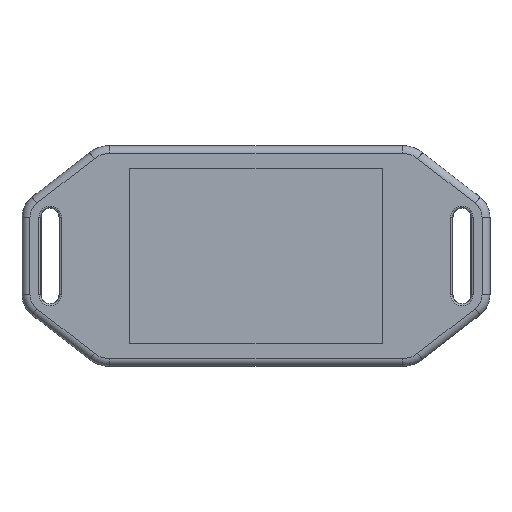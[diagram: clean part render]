
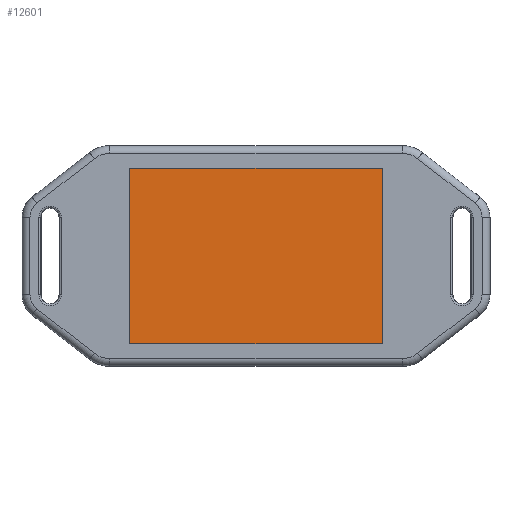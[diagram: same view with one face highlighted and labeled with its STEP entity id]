
A CAD part, top view. The second image highlights one B-rep face of the part: STEP entity #12601.
In plain terms, the highlighted face is planar.
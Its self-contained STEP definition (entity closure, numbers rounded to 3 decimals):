
#1563=LINE('',#23373,#2359);
#1566=LINE('',#23378,#2362);
#1568=LINE('',#23382,#2364);
#1569=LINE('',#23384,#2365);
#2359=VECTOR('',#17392,10.);
#2362=VECTOR('',#17397,10.);
#2364=VECTOR('',#17401,10.);
#2365=VECTOR('',#17404,10.);
#2735=PLANE('',#14069);
#3391=FACE_OUTER_BOUND('',#4214,.T.);
#4214=EDGE_LOOP('',(#11042,#11043,#11044,#11045));
#5991=VERTEX_POINT('',#23370);
#5992=VERTEX_POINT('',#23372);
#5993=VERTEX_POINT('',#23376);
#5994=VERTEX_POINT('',#23380);
#7727=EDGE_CURVE('',#5991,#5992,#1563,.T.);
#7730=EDGE_CURVE('',#5993,#5991,#1566,.T.);
#7732=EDGE_CURVE('',#5994,#5993,#1568,.T.);
#7733=EDGE_CURVE('',#5992,#5994,#1569,.T.);
#11042=ORIENTED_EDGE('',*,*,#7733,.F.);
#11043=ORIENTED_EDGE('',*,*,#7727,.F.);
#11044=ORIENTED_EDGE('',*,*,#7730,.F.);
#11045=ORIENTED_EDGE('',*,*,#7732,.F.);
#12601=ADVANCED_FACE('',(#3391),#2735,.F.);
#14069=AXIS2_PLACEMENT_3D('',#23385,#17405,#17406);
#17392=DIRECTION('',(0.,-1.,0.));
#17397=DIRECTION('',(-1.,0.,0.));
#17401=DIRECTION('',(0.,1.,0.));
#17404=DIRECTION('',(1.,0.,0.));
#17405=DIRECTION('center_axis',(0.,0.,1.));
#17406=DIRECTION('ref_axis',(1.,0.,0.));
#23370=CARTESIAN_POINT('',(-24.5,17.,-2.));
#23372=CARTESIAN_POINT('',(-24.5,-17.,-2.));
#23373=CARTESIAN_POINT('',(-24.5,17.,-2.));
#23376=CARTESIAN_POINT('',(24.5,17.,-2.));
#23378=CARTESIAN_POINT('',(24.5,17.,-2.));
#23380=CARTESIAN_POINT('',(24.5,-17.,-2.));
#23382=CARTESIAN_POINT('',(24.5,-17.,-2.));
#23384=CARTESIAN_POINT('',(-24.5,-17.,-2.));
#23385=CARTESIAN_POINT('Origin',(0.,0.,-2.));
